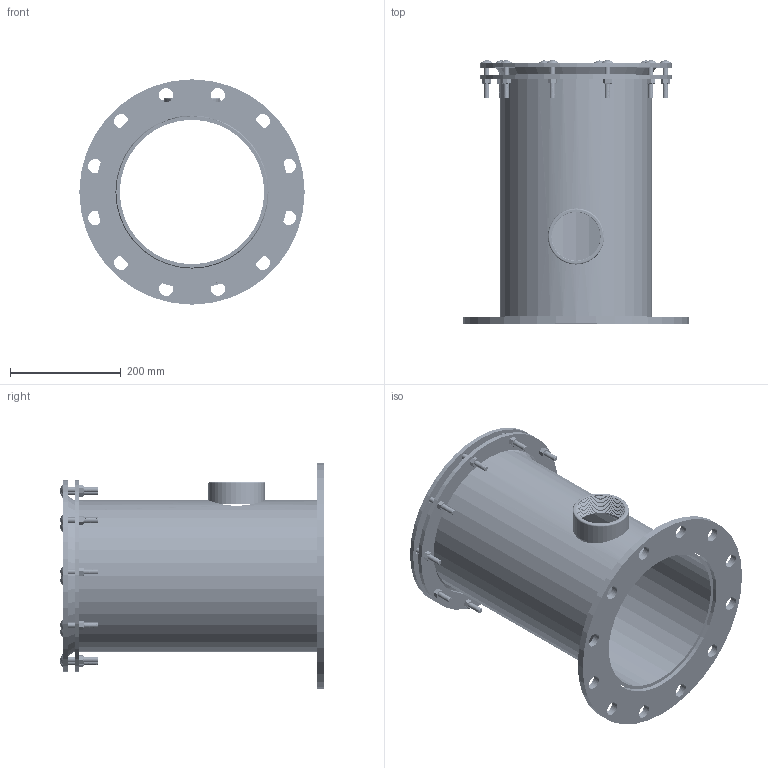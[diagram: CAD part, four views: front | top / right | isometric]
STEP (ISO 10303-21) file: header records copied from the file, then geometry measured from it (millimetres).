
FILE_DESCRIPTION (( 'STEP AP214' ), '1' );
FILE_NAME ('1036-103I.STEP', '2021-02-12T19:44:58', ( '' ), ( '' ), 'SwSTEP 2.0', 'SolidWorks 2021', '' );
FILE_SCHEMA (( 'AUTOMOTIVE_DESIGN' ));
Length unit declared in the file: inch
Products named in the file (8): 21867; 36306; Coupler Rings_1031-IL1000; 1036-103I; 1036_1036-10I; 1020-10I; Coupler Rings_1033-IW1000; THC-0300
Assembly tree (25 placements, depth 2):
  1036-103I
    1036_1036-10I
    Coupler Rings_1031-IL1000
    Coupler Rings_1033-IW1000
    36306  x10
    21867  x10
    1020-10I
    THC-0300
Bounding box: 406.4 x 475.18 x 406.4 mm (x, y, z)
Volume: 3909156.4 mm3; surface area: 1201051.2 mm2
Topology: 35 solids, 35 shells, 1627 faces, 4099 edges, 2560 vertices
Faces by surface type: cylinder 886, cone 324, plane 302, sphere 80, bspline 33, torus 2
Entity records: 23986 total; most frequent: CARTESIAN_POINT 15313, ORIENTED_EDGE 1880, DIRECTION 1531, EDGE_CURVE 940, VERTEX_POINT 607, AXIS2_PLACEMENT_3D 527, LINE 477, VECTOR 477
